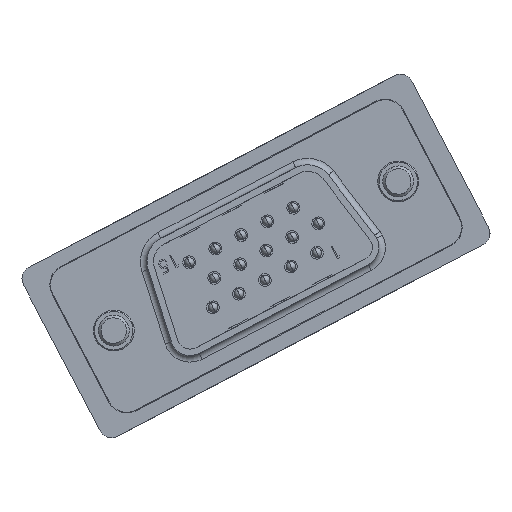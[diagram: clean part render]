
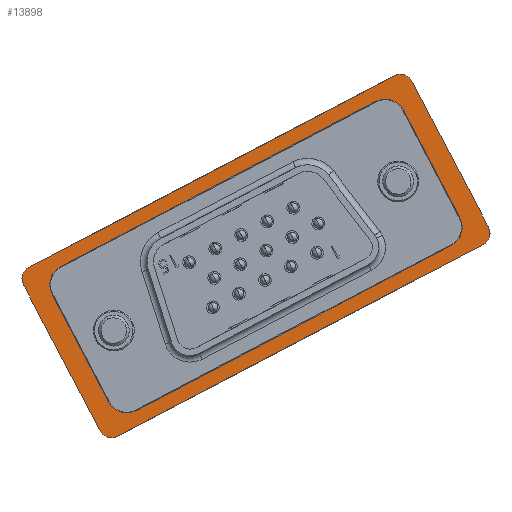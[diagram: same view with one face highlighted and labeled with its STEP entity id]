
A CAD part, front view. The second image highlights one B-rep face of the part: STEP entity #13898.
In plain terms, the highlighted face is planar.
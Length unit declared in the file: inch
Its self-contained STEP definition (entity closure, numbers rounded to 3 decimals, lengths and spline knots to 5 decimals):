
#415 = AXIS2_PLACEMENT_3D ( 'NONE', #2461, #2442, #2441 ) ;
#1534 = EDGE_CURVE ( 'NONE', #3585, #3420, #18804, .T. ) ;
#1547 = EDGE_CURVE ( 'NONE', #3437, #21421, #18825, .T. ) ;
#1548 = EDGE_CURVE ( 'NONE', #3550, #3437, #18821, .T. ) ;
#1553 = EDGE_CURVE ( 'NONE', #21426, #3520, #18829, .T. ) ;
#1556 = EDGE_CURVE ( 'NONE', #3578, #3419, #18841, .T. ) ;
#1557 = EDGE_CURVE ( 'NONE', #21422, #3439, #18837, .T. ) ;
#1558 = EDGE_CURVE ( 'NONE', #3520, #21422, #18843, .T. ) ;
#1559 = EDGE_CURVE ( 'NONE', #21421, #21426, #18845, .T. ) ;
#1564 = EDGE_CURVE ( 'NONE', #3441, #3550, #18853, .T. ) ;
#1568 = EDGE_CURVE ( 'NONE', #3434, #21425, #18857, .T. ) ;
#1569 = EDGE_CURVE ( 'NONE', #3434, #3578, #18860, .T. ) ;
#1570 = EDGE_CURVE ( 'NONE', #3419, #21381, #18862, .T. ) ;
#1574 = EDGE_CURVE ( 'NONE', #3585, #21425, #18866, .T. ) ;
#1579 = EDGE_CURVE ( 'NONE', #3439, #3441, #18874, .T. ) ;
#1580 = EDGE_CURVE ( 'NONE', #21380, #3420, #18872, .T. ) ;
#2441 = DIRECTION ( 'NONE',  ( -1., 0., 0. ) ) ;
#2442 = DIRECTION ( 'NONE',  ( 0., 0., -1. ) ) ;
#2444 = PLANE ( 'NONE',  #415 ) ;
#2461 = CARTESIAN_POINT ( 'NONE',  ( -0.6725, 0.292, 0.322 ) ) ;
#3419 = VERTEX_POINT ( 'NONE', #9041 ) ;
#3420 = VERTEX_POINT ( 'NONE', #9050 ) ;
#3434 = VERTEX_POINT ( 'NONE', #9046 ) ;
#3437 = VERTEX_POINT ( 'NONE', #9027 ) ;
#3439 = VERTEX_POINT ( 'NONE', #9025 ) ;
#3441 = VERTEX_POINT ( 'NONE', #9023 ) ;
#3520 = VERTEX_POINT ( 'NONE', #8944 ) ;
#3550 = VERTEX_POINT ( 'NONE', #8914 ) ;
#3578 = VERTEX_POINT ( 'NONE', #8886 ) ;
#3585 = VERTEX_POINT ( 'NONE', #8879 ) ;
#4820 = CARTESIAN_POINT ( 'NONE',  ( -0.5455, -0.249, 0.322 ) ) ;
#4857 = CARTESIAN_POINT ( 'NONE',  ( 0.6331, 0.292, 0.322 ) ) ;
#4892 = CARTESIAN_POINT ( 'NONE',  ( 0.6075, -0.187, 0.322 ) ) ;
#4937 = CARTESIAN_POINT ( 'NONE',  ( -0.6075, -0.187, 0.322 ) ) ;
#5191 = CARTESIAN_POINT ( 'NONE',  ( 0.6331, -0.292, 0.322 ) ) ;
#5247 = CARTESIAN_POINT ( 'NONE',  ( -0.6331, -0.292, 0.322 ) ) ;
#6885 = EDGE_CURVE ( 'NONE', #21381, #21380, #17792, .T. ) ;
#6896 = AXIS2_PLACEMENT_3D ( 'NONE', #21686, #22254, #22256 ) ;
#6897 = AXIS2_PLACEMENT_3D ( 'NONE', #22293, #22290, #22288 ) ;
#6904 = AXIS2_PLACEMENT_3D ( 'NONE', #22138, #22136, #22134 ) ;
#6906 = AXIS2_PLACEMENT_3D ( 'NONE', #22344, #22328, #22064 ) ;
#6908 = AXIS2_PLACEMENT_3D ( 'NONE', #22296, #22294, #22245 ) ;
#6916 = AXIS2_PLACEMENT_3D ( 'NONE', #22336, #22026, #22180 ) ;
#6918 = AXIS2_PLACEMENT_3D ( 'NONE', #22340, #22291, #21706 ) ;
#6922 = AXIS2_PLACEMENT_3D ( 'NONE', #22297, #22307, #22012 ) ;
#8879 = CARTESIAN_POINT ( 'NONE',  ( 0.6725, 0.2526, 0.322 ) ) ;
#8886 = CARTESIAN_POINT ( 'NONE',  ( -0.6725, 0.2526, 0.322 ) ) ;
#8914 = CARTESIAN_POINT ( 'NONE',  ( -0.5455, 0.249, 0.322 ) ) ;
#8944 = CARTESIAN_POINT ( 'NONE',  ( 0.5455, -0.249, 0.322 ) ) ;
#9023 = CARTESIAN_POINT ( 'NONE',  ( 0.5455, 0.249, 0.322 ) ) ;
#9025 = CARTESIAN_POINT ( 'NONE',  ( 0.6075, 0.187, 0.322 ) ) ;
#9027 = CARTESIAN_POINT ( 'NONE',  ( -0.6075, 0.187, 0.322 ) ) ;
#9041 = CARTESIAN_POINT ( 'NONE',  ( -0.6725, -0.2526, 0.322 ) ) ;
#9046 = CARTESIAN_POINT ( 'NONE',  ( -0.6331, 0.292, 0.322 ) ) ;
#9050 = CARTESIAN_POINT ( 'NONE',  ( 0.6725, -0.2526, 0.322 ) ) ;
#9594 = EDGE_LOOP ( 'NONE', ( #10301, #10302, #10303, #10304, #10305, #10306, #10307, #10308 ) ) ;
#9851 = EDGE_LOOP ( 'NONE', ( #10309, #10310, #10311, #10312, #10313, #10314, #10315, #10316 ) ) ;
#10301 = ORIENTED_EDGE ( 'NONE', *, *, #1557, .F. ) ;
#10302 = ORIENTED_EDGE ( 'NONE', *, *, #1558, .F. ) ;
#10303 = ORIENTED_EDGE ( 'NONE', *, *, #1553, .F. ) ;
#10304 = ORIENTED_EDGE ( 'NONE', *, *, #1559, .F. ) ;
#10305 = ORIENTED_EDGE ( 'NONE', *, *, #1547, .F. ) ;
#10306 = ORIENTED_EDGE ( 'NONE', *, *, #1548, .F. ) ;
#10307 = ORIENTED_EDGE ( 'NONE', *, *, #1564, .F. ) ;
#10308 = ORIENTED_EDGE ( 'NONE', *, *, #1579, .F. ) ;
#10309 = ORIENTED_EDGE ( 'NONE', *, *, #6885, .T. ) ;
#10310 = ORIENTED_EDGE ( 'NONE', *, *, #1580, .T. ) ;
#10311 = ORIENTED_EDGE ( 'NONE', *, *, #1534, .F. ) ;
#10312 = ORIENTED_EDGE ( 'NONE', *, *, #1574, .T. ) ;
#10313 = ORIENTED_EDGE ( 'NONE', *, *, #1568, .F. ) ;
#10314 = ORIENTED_EDGE ( 'NONE', *, *, #1569, .T. ) ;
#10315 = ORIENTED_EDGE ( 'NONE', *, *, #1556, .T. ) ;
#10316 = ORIENTED_EDGE ( 'NONE', *, *, #1570, .T. ) ;
#13898 = ADVANCED_FACE ( 'NONE', ( #15727, #15728 ), #2444, .F. ) ;
#15727 = FACE_BOUND ( 'NONE', #9594, .T. ) ;
#15728 = FACE_OUTER_BOUND ( 'NONE', #9851, .T. ) ;
#16077 = DIRECTION ( 'NONE',  ( 1., 0., 0. ) ) ;
#16078 = CARTESIAN_POINT ( 'NONE',  ( -0.6725, -0.292, 0.322 ) ) ;
#17792 = LINE ( 'NONE', #16078, #17795 ) ;
#17795 = VECTOR ( 'NONE', #16077, 39.37008 ) ;
#18804 = LINE ( 'NONE', #22260, #18806 ) ;
#18806 = VECTOR ( 'NONE', #21794, 39.37008 ) ;
#18821 = CIRCLE ( 'NONE', #6922, 0.062 ) ;
#18825 = LINE ( 'NONE', #22352, #18828 ) ;
#18828 = VECTOR ( 'NONE', #21725, 39.37008 ) ;
#18829 = LINE ( 'NONE', #22146, #18838 ) ;
#18837 = LINE ( 'NONE', #22273, #18846 ) ;
#18838 = VECTOR ( 'NONE', #22274, 39.37008 ) ;
#18841 = LINE ( 'NONE', #22287, #18844 ) ;
#18843 = CIRCLE ( 'NONE', #6918, 0.062 ) ;
#18844 = VECTOR ( 'NONE', #22284, 39.37008 ) ;
#18845 = CIRCLE ( 'NONE', #6916, 0.062 ) ;
#18846 = VECTOR ( 'NONE', #22220, 39.37008 ) ;
#18853 = LINE ( 'NONE', #22217, #18856 ) ;
#18856 = VECTOR ( 'NONE', #22306, 39.37008 ) ;
#18857 = LINE ( 'NONE', #22325, #18861 ) ;
#18860 = CIRCLE ( 'NONE', #6908, 0.0394 ) ;
#18861 = VECTOR ( 'NONE', #22171, 39.37008 ) ;
#18862 = CIRCLE ( 'NONE', #6906, 0.0394 ) ;
#18866 = CIRCLE ( 'NONE', #6904, 0.0394 ) ;
#18872 = CIRCLE ( 'NONE', #6897, 0.0394 ) ;
#18874 = CIRCLE ( 'NONE', #6896, 0.062 ) ;
#21380 = VERTEX_POINT ( 'NONE', #5191 ) ;
#21381 = VERTEX_POINT ( 'NONE', #5247 ) ;
#21421 = VERTEX_POINT ( 'NONE', #4937 ) ;
#21422 = VERTEX_POINT ( 'NONE', #4892 ) ;
#21425 = VERTEX_POINT ( 'NONE', #4857 ) ;
#21426 = VERTEX_POINT ( 'NONE', #4820 ) ;
#21686 = CARTESIAN_POINT ( 'NONE',  ( 0.5455, 0.187, 0.322 ) ) ;
#21706 = DIRECTION ( 'NONE',  ( -1., 0., 0. ) ) ;
#21725 = DIRECTION ( 'NONE',  ( 0., -1., 0. ) ) ;
#21794 = DIRECTION ( 'NONE',  ( 0., -1., 0. ) ) ;
#22012 = DIRECTION ( 'NONE',  ( -1., 0., 0. ) ) ;
#22026 = DIRECTION ( 'NONE',  ( 0., 0., 1. ) ) ;
#22064 = DIRECTION ( 'NONE',  ( -1., 0., 0. ) ) ;
#22134 = DIRECTION ( 'NONE',  ( -1., 0., 0. ) ) ;
#22136 = DIRECTION ( 'NONE',  ( 0., 0., 1. ) ) ;
#22138 = CARTESIAN_POINT ( 'NONE',  ( 0.6331, 0.2526, 0.322 ) ) ;
#22146 = CARTESIAN_POINT ( 'NONE',  ( 0.5455, -0.249, 0.322 ) ) ;
#22171 = DIRECTION ( 'NONE',  ( 1., 0., 0. ) ) ;
#22180 = DIRECTION ( 'NONE',  ( 1., 0., 0. ) ) ;
#22217 = CARTESIAN_POINT ( 'NONE',  ( 0.5455, 0.249, 0.322 ) ) ;
#22220 = DIRECTION ( 'NONE',  ( 0., 1., 0. ) ) ;
#22245 = DIRECTION ( 'NONE',  ( -1., 0., 0. ) ) ;
#22254 = DIRECTION ( 'NONE',  ( 0., 0., 1. ) ) ;
#22256 = DIRECTION ( 'NONE',  ( -1., 0., 0. ) ) ;
#22260 = CARTESIAN_POINT ( 'NONE',  ( 0.6725, 0.292, 0.322 ) ) ;
#22273 = CARTESIAN_POINT ( 'NONE',  ( 0.6075, -0.187, 0.322 ) ) ;
#22274 = DIRECTION ( 'NONE',  ( 1., 0., 0. ) ) ;
#22284 = DIRECTION ( 'NONE',  ( 0., -1., 0. ) ) ;
#22287 = CARTESIAN_POINT ( 'NONE',  ( -0.6725, 0.292, 0.322 ) ) ;
#22288 = DIRECTION ( 'NONE',  ( -1., 0., 0. ) ) ;
#22290 = DIRECTION ( 'NONE',  ( 0., 0., 1. ) ) ;
#22291 = DIRECTION ( 'NONE',  ( 0., 0., 1. ) ) ;
#22293 = CARTESIAN_POINT ( 'NONE',  ( 0.6331, -0.2526, 0.322 ) ) ;
#22294 = DIRECTION ( 'NONE',  ( 0., 0., 1. ) ) ;
#22296 = CARTESIAN_POINT ( 'NONE',  ( -0.6331, 0.2526, 0.322 ) ) ;
#22297 = CARTESIAN_POINT ( 'NONE',  ( -0.5455, 0.187, 0.322 ) ) ;
#22306 = DIRECTION ( 'NONE',  ( -1., 0., 0. ) ) ;
#22307 = DIRECTION ( 'NONE',  ( 0., 0., 1. ) ) ;
#22325 = CARTESIAN_POINT ( 'NONE',  ( -0.6725, 0.292, 0.322 ) ) ;
#22328 = DIRECTION ( 'NONE',  ( 0., 0., 1. ) ) ;
#22336 = CARTESIAN_POINT ( 'NONE',  ( -0.5455, -0.187, 0.322 ) ) ;
#22340 = CARTESIAN_POINT ( 'NONE',  ( 0.5455, -0.187, 0.322 ) ) ;
#22344 = CARTESIAN_POINT ( 'NONE',  ( -0.6331, -0.2526, 0.322 ) ) ;
#22352 = CARTESIAN_POINT ( 'NONE',  ( -0.6075, -0.187, 0.322 ) ) ;
